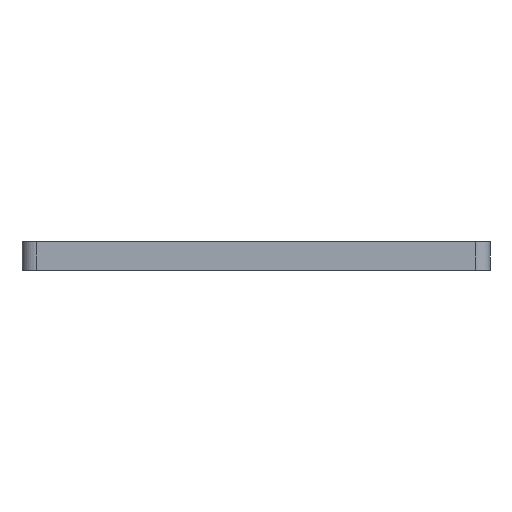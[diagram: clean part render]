
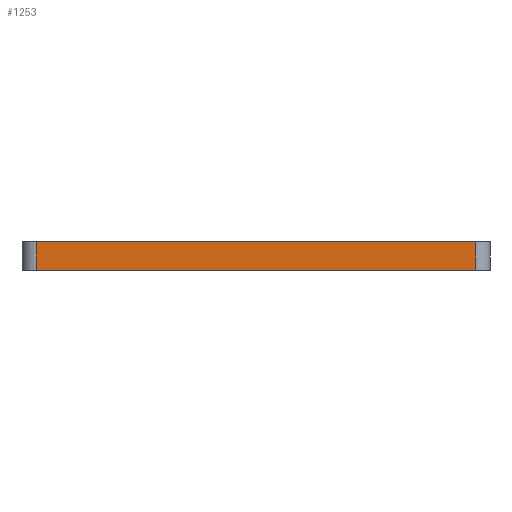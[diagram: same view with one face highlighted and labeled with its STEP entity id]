
A CAD part, front view. The second image highlights one B-rep face of the part: STEP entity #1253.
In plain terms, the highlighted planar face has unit normal (0, -1, 0).
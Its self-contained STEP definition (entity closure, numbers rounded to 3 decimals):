
#79=PLANE('',#1389);
#125=FACE_OUTER_BOUND('',#207,.T.);
#207=EDGE_LOOP('',(#1045,#1046,#1047,#1048));
#314=LINE('',#2036,#416);
#318=LINE('',#2045,#420);
#327=LINE('',#2093,#429);
#328=LINE('',#2096,#430);
#416=VECTOR('',#1656,10.);
#420=VECTOR('',#1664,10.);
#429=VECTOR('',#1713,10.);
#430=VECTOR('',#1718,10.);
#597=VERTEX_POINT('',#2029);
#600=VERTEX_POINT('',#2034);
#603=VERTEX_POINT('',#2044);
#622=VERTEX_POINT('',#2092);
#752=EDGE_CURVE('',#600,#597,#314,.T.);
#756=EDGE_CURVE('',#597,#603,#318,.T.);
#780=EDGE_CURVE('',#603,#622,#327,.T.);
#782=EDGE_CURVE('',#622,#600,#328,.T.);
#1045=ORIENTED_EDGE('',*,*,#752,.F.);
#1046=ORIENTED_EDGE('',*,*,#782,.F.);
#1047=ORIENTED_EDGE('',*,*,#780,.F.);
#1048=ORIENTED_EDGE('',*,*,#756,.F.);
#1253=ADVANCED_FACE('',(#125),#79,.T.);
#1389=AXIS2_PLACEMENT_3D('',#2095,#1716,#1717);
#1656=DIRECTION('',(0.,0.,1.));
#1664=DIRECTION('',(1.,0.,0.));
#1713=DIRECTION('',(0.,0.,-1.));
#1716=DIRECTION('center_axis',(0.,-1.,0.));
#1717=DIRECTION('ref_axis',(1.,0.,0.));
#1718=DIRECTION('',(-1.,0.,0.));
#2029=CARTESIAN_POINT('',(-30.5,-33.,-21.5));
#2034=CARTESIAN_POINT('',(-30.5,-33.,-25.5));
#2036=CARTESIAN_POINT('',(-30.5,-33.,-25.5));
#2044=CARTESIAN_POINT('',(30.5,-33.,-21.5));
#2045=CARTESIAN_POINT('',(32.5,-33.,-21.5));
#2092=CARTESIAN_POINT('',(30.5,-33.,-25.5));
#2093=CARTESIAN_POINT('',(30.5,-33.,-25.5));
#2095=CARTESIAN_POINT('Origin',(-32.5,-33.,-25.5));
#2096=CARTESIAN_POINT('',(32.5,-33.,-25.5));
